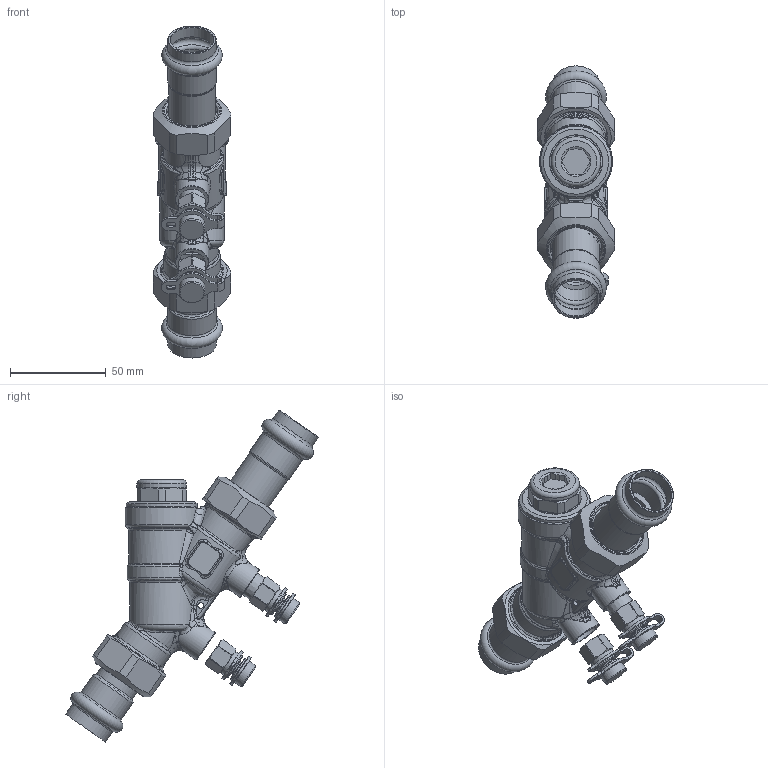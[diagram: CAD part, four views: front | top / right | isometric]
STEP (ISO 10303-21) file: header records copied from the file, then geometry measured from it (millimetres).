
FILE_DESCRIPTION(/* description */ (''),/* implementation_level */ '2;1');
FILE_NAME(/* name */ '128456AFC_Simplify_1.stp',/* time_stamp */ '2025-07-21T14:21:04-05:00',/* author */ ('ischreiner'),/* organization */ (''),/* preprocessor_version */ 'ST-DEVELOPER v20',/* originating_system */ 'Autodesk Inventor 2025',/* authorisation */ '');
FILE_SCHEMA (('AUTOMOTIVE_DESIGN { 1 0 10303 214 3 1 1 }'));
Length unit declared in the file: inch
Products named in the file (1): 128456AFC_Simplify_1
Bounding box: 40.63 x 131.79 x 173.19 mm (x, y, z)
Volume: 167787.2 mm3; surface area: 48474.2 mm2
Topology: 7 solids, 7 shells, 1148 faces, 2761 edges, 1639 vertices
Faces by surface type: bspline 712, cylinder 177, plane 127, cone 73, torus 55, sphere 4
Full cylindrical faces by diameter (mm): 3 x1, 8 x2, 11.5 x2, 12 x4, 12.2 x2, 13.5 x6, 13.9 x2, 17.5 x2, 18.009 x1, 19.05 x1, 20.091 x2, 20.625 x1, 22.352 x2, 22.504 x2, 22.86 x1, 24.384 x1, 25.298 x2, 25.4 x2, 25.8 x1, 26.924 x2, 27.686 x2, 29.5 x1, 29.515 x1, 29.527 x1, 30 x2, 30.302 x2, 33.1 x2, 37 x1
Entity records: 140227 total; most frequent: CARTESIAN_POINT 116683, ORIENTED_EDGE 5486, DIRECTION 3231, EDGE_CURVE 2743, VERTEX_POINT 1639, AXIS2_PLACEMENT_3D 1419, B_SPLINE_CURVE_WITH_KNOTS 1305, EDGE_LOOP 1200
